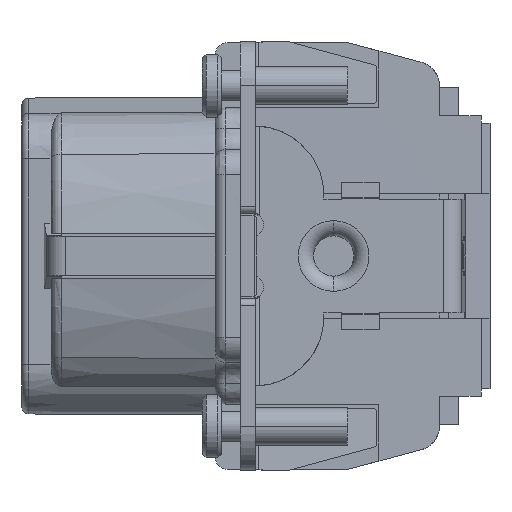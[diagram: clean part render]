
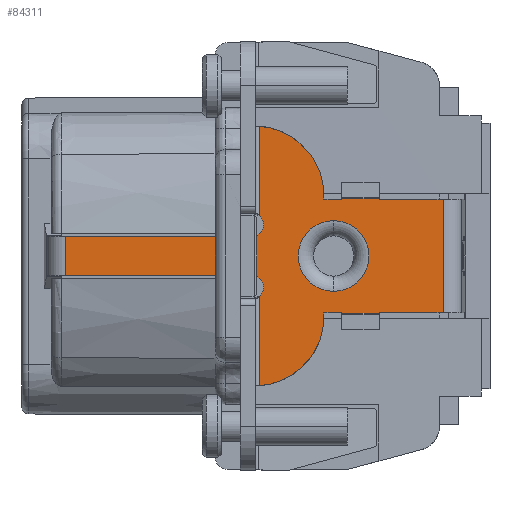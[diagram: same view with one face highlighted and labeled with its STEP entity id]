
A CAD part, left-side view. The second image highlights one B-rep face of the part: STEP entity #84311.
In plain terms, the highlighted planar face has unit normal (-1, 0, 0).
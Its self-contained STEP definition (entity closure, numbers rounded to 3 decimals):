
#28313=DIRECTION('',(0.,0.,-1.));
#28314=VECTOR('',#28313,7.085);
#28315=CARTESIAN_POINT('',(-33.15,15.8,-3.203));
#28316=LINE('',#28315,#28314);
#28391=DIRECTION('',(0.,-1.,0.));
#28392=VECTOR('',#28391,14.788);
#28393=CARTESIAN_POINT('',(-33.15,31.16,1.55));
#28394=LINE('',#28393,#28392);
#28395=CARTESIAN_POINT('',(-33.15,16.371,2.475));
#28396=DIRECTION('',(-1.,0.,0.));
#28397=DIRECTION('',(0.,0.,-1.));
#28398=AXIS2_PLACEMENT_3D('',#28395,#28396,#28397);
#28400=CARTESIAN_POINT('',(-33.15,16.171,4.8));
#28401=DIRECTION('',(1.,0.,0.));
#28402=DIRECTION('',(0.,-0.067,0.998));
#28403=AXIS2_PLACEMENT_3D('',#28400,#28401,#28402);
#28405=DIRECTION('',(0.,0.,-1.));
#28406=VECTOR('',#28405,0.3);
#28407=CARTESIAN_POINT('',(-33.15,10.671,4.8));
#28408=LINE('',#28407,#28406);
#28409=DIRECTION('',(0.,-1.,0.));
#28410=VECTOR('',#28409,1.4);
#28411=CARTESIAN_POINT('',(-33.15,10.671,4.5));
#28412=LINE('',#28411,#28410);
#28413=DIRECTION('',(0.,0.,1.));
#28414=VECTOR('',#28413,0.05);
#28415=CARTESIAN_POINT('',(-33.15,9.271,4.5));
#28416=LINE('',#28415,#28414);
#28417=DIRECTION('',(0.,0.,-1.));
#28418=VECTOR('',#28417,0.05);
#28419=CARTESIAN_POINT('',(-33.15,6.271,4.55));
#28420=LINE('',#28419,#28418);
#28421=DIRECTION('',(0.,-1.,0.));
#28422=VECTOR('',#28421,5.05);
#28423=CARTESIAN_POINT('',(-33.15,6.271,4.5));
#28424=LINE('',#28423,#28422);
#28425=DIRECTION('',(0.,1.,0.));
#28426=VECTOR('',#28425,5.05);
#28427=CARTESIAN_POINT('',(-33.15,1.221,-4.5));
#28428=LINE('',#28427,#28426);
#28429=DIRECTION('',(0.,0.,-1.));
#28430=VECTOR('',#28429,0.05);
#28431=CARTESIAN_POINT('',(-33.15,6.271,-4.5));
#28432=LINE('',#28431,#28430);
#28433=DIRECTION('',(0.,0.,1.));
#28434=VECTOR('',#28433,0.05);
#28435=CARTESIAN_POINT('',(-33.15,9.271,-4.55));
#28436=LINE('',#28435,#28434);
#28437=DIRECTION('',(0.,1.,0.));
#28438=VECTOR('',#28437,1.4);
#28439=CARTESIAN_POINT('',(-33.15,9.271,-4.5));
#28440=LINE('',#28439,#28438);
#28441=DIRECTION('',(0.,0.,-1.));
#28442=VECTOR('',#28441,0.3);
#28443=CARTESIAN_POINT('',(-33.15,10.671,-4.5));
#28444=LINE('',#28443,#28442);
#28445=CARTESIAN_POINT('',(-33.15,16.171,-4.8));
#28446=DIRECTION('',(1.,0.,0.));
#28447=DIRECTION('',(0.,-1.,0.));
#28448=AXIS2_PLACEMENT_3D('',#28445,#28446,#28447);
#28450=CARTESIAN_POINT('',(-33.15,16.371,-2.475));
#28451=DIRECTION('',(-1.,0.,0.));
#28452=DIRECTION('',(0.,-0.618,-0.787));
#28453=AXIS2_PLACEMENT_3D('',#28450,#28451,#28452);
#28455=DIRECTION('',(0.,1.,0.));
#28456=VECTOR('',#28455,14.788);
#28457=CARTESIAN_POINT('',(-33.15,16.371,-1.55));
#28458=LINE('',#28457,#28456);
#28459=CARTESIAN_POINT('',(-33.15,9.9,0.));
#28460=DIRECTION('',(-1.,0.,0.));
#28461=DIRECTION('',(0.,0.,1.));
#28462=AXIS2_PLACEMENT_3D('',#28459,#28460,#28461);
#28464=CARTESIAN_POINT('',(-33.15,9.9,0.));
#28465=DIRECTION('',(-1.,0.,0.));
#28466=DIRECTION('',(0.,0.,-1.));
#28467=AXIS2_PLACEMENT_3D('',#28464,#28465,#28466);
#28480=DIRECTION('',(0.,0.,-1.));
#28481=VECTOR('',#28480,3.1);
#28482=CARTESIAN_POINT('',(-33.15,31.16,1.55));
#28483=LINE('',#28482,#28481);
#28862=DIRECTION('',(0.,0.,-1.));
#28863=VECTOR('',#28862,7.085);
#28864=CARTESIAN_POINT('',(-33.15,15.8,10.287));
#28865=LINE('',#28864,#28863);
#29853=DIRECTION('',(0.,-1.,0.));
#29854=VECTOR('',#29853,3.);
#29855=CARTESIAN_POINT('',(-33.15,9.271,-4.55));
#29856=LINE('',#29855,#29854);
#29881=DIRECTION('',(0.,0.,1.));
#29882=VECTOR('',#29881,9.);
#29883=CARTESIAN_POINT('',(-33.15,1.221,-4.5));
#29884=LINE('',#29883,#29882);
#30203=DIRECTION('',(0.,1.,0.));
#30204=VECTOR('',#30203,3.);
#30205=CARTESIAN_POINT('',(-33.15,6.271,4.55));
#30206=LINE('',#30205,#30204);
#42003=CARTESIAN_POINT('',(-33.15,6.271,-4.55));
#42004=VERTEX_POINT('',#42003);
#42007=CARTESIAN_POINT('',(-33.15,9.271,-4.55));
#42008=VERTEX_POINT('',#42007);
#42042=CARTESIAN_POINT('',(-33.15,31.16,1.55));
#42043=VERTEX_POINT('',#42042);
#42044=CARTESIAN_POINT('',(-33.15,16.371,1.55));
#42045=VERTEX_POINT('',#42044);
#42046=CARTESIAN_POINT('',(-33.15,15.8,3.203));
#42047=VERTEX_POINT('',#42046);
#42058=CARTESIAN_POINT('',(-33.15,15.8,10.287));
#42059=VERTEX_POINT('',#42058);
#42060=CARTESIAN_POINT('',(-33.15,10.671,4.8));
#42061=VERTEX_POINT('',#42060);
#42062=CARTESIAN_POINT('',(-33.15,10.671,4.5));
#42063=VERTEX_POINT('',#42062);
#42064=CARTESIAN_POINT('',(-33.15,9.271,4.5));
#42065=VERTEX_POINT('',#42064);
#42066=CARTESIAN_POINT('',(-33.15,9.271,4.55));
#42067=VERTEX_POINT('',#42066);
#42080=CARTESIAN_POINT('',(-33.15,6.271,4.55));
#42082=VERTEX_POINT('',#42080);
#42086=CARTESIAN_POINT('',(-33.15,31.16,-1.55));
#42087=VERTEX_POINT('',#42086);
#42088=CARTESIAN_POINT('',(-33.15,6.271,4.5));
#42089=VERTEX_POINT('',#42088);
#42090=CARTESIAN_POINT('',(-33.15,1.221,4.5));
#42091=VERTEX_POINT('',#42090);
#42092=CARTESIAN_POINT('',(-33.15,1.221,-4.5));
#42093=VERTEX_POINT('',#42092);
#42094=CARTESIAN_POINT('',(-33.15,6.271,-4.5));
#42095=VERTEX_POINT('',#42094);
#42096=CARTESIAN_POINT('',(-33.15,9.271,-4.5));
#42097=VERTEX_POINT('',#42096);
#42098=CARTESIAN_POINT('',(-33.15,10.671,-4.5));
#42099=VERTEX_POINT('',#42098);
#42100=CARTESIAN_POINT('',(-33.15,10.671,-4.8));
#42101=VERTEX_POINT('',#42100);
#42102=CARTESIAN_POINT('',(-33.15,15.8,-10.287));
#42103=VERTEX_POINT('',#42102);
#42104=CARTESIAN_POINT('',(-33.15,15.8,-3.203));
#42105=VERTEX_POINT('',#42104);
#42106=CARTESIAN_POINT('',(-33.15,16.371,-1.55));
#42107=VERTEX_POINT('',#42106);
#42108=CARTESIAN_POINT('',(-33.15,9.9,2.8));
#42109=CARTESIAN_POINT('',(-33.15,9.9,-2.8));
#42110=VERTEX_POINT('',#42108);
#42111=VERTEX_POINT('',#42109);
#84258=CARTESIAN_POINT('',(-33.15,22.171,0.));
#84259=DIRECTION('',(-1.,0.,0.));
#84260=DIRECTION('',(0.,0.,-1.));
#84261=AXIS2_PLACEMENT_3D('',#84258,#84259,#84260);
#84262=PLANE('',#84261);
#84264=ORIENTED_EDGE('',*,*,#84263,.F.);
#84265=ORIENTED_EDGE('',*,*,#83973,.T.);
#84266=ORIENTED_EDGE('',*,*,#83993,.T.);
#84268=ORIENTED_EDGE('',*,*,#84267,.F.);
#84270=ORIENTED_EDGE('',*,*,#84269,.T.);
#84272=ORIENTED_EDGE('',*,*,#84271,.T.);
#84274=ORIENTED_EDGE('',*,*,#84273,.T.);
#84276=ORIENTED_EDGE('',*,*,#84275,.T.);
#84278=ORIENTED_EDGE('',*,*,#84277,.F.);
#84280=ORIENTED_EDGE('',*,*,#84279,.T.);
#84282=ORIENTED_EDGE('',*,*,#84281,.T.);
#84284=ORIENTED_EDGE('',*,*,#84283,.F.);
#84286=ORIENTED_EDGE('',*,*,#84285,.T.);
#84288=ORIENTED_EDGE('',*,*,#84287,.T.);
#84290=ORIENTED_EDGE('',*,*,#84289,.F.);
#84292=ORIENTED_EDGE('',*,*,#84291,.T.);
#84294=ORIENTED_EDGE('',*,*,#84293,.T.);
#84296=ORIENTED_EDGE('',*,*,#84295,.T.);
#84297=ORIENTED_EDGE('',*,*,#84251,.T.);
#84298=ORIENTED_EDGE('',*,*,#84151,.F.);
#84300=ORIENTED_EDGE('',*,*,#84299,.T.);
#84302=ORIENTED_EDGE('',*,*,#84301,.T.);
#84303=EDGE_LOOP('',(#84264,#84265,#84266,#84268,#84270,#84272,#84274,#84276,
#84278,#84280,#84282,#84284,#84286,#84288,#84290,#84292,#84294,#84296,#84297,
#84298,#84300,#84302));
#84304=FACE_OUTER_BOUND('',#84303,.F.);
#84306=ORIENTED_EDGE('',*,*,#84305,.T.);
#84308=ORIENTED_EDGE('',*,*,#84307,.T.);
#84309=EDGE_LOOP('',(#84306,#84308));
#84310=FACE_BOUND('',#84309,.F.);
#84311=ADVANCED_FACE('',(#84304,#84310),#84262,.T.);
#28399=CIRCLE('',#28398,0.925);
#28404=CIRCLE('',#28403,5.5);
#28449=CIRCLE('',#28448,5.5);
#28454=CIRCLE('',#28453,0.925);
#28463=CIRCLE('',#28462,2.8);
#28468=CIRCLE('',#28467,2.8);
#83973=EDGE_CURVE('',#42043,#42045,#28394,.T.);
#83993=EDGE_CURVE('',#42045,#42047,#28399,.T.);
#84151=EDGE_CURVE('',#42105,#42103,#28316,.T.);
#84251=EDGE_CURVE('',#42101,#42103,#28449,.T.);
#84263=EDGE_CURVE('',#42043,#42087,#28483,.T.);
#84267=EDGE_CURVE('',#42059,#42047,#28865,.T.);
#84269=EDGE_CURVE('',#42059,#42061,#28404,.T.);
#84271=EDGE_CURVE('',#42061,#42063,#28408,.T.);
#84273=EDGE_CURVE('',#42063,#42065,#28412,.T.);
#84275=EDGE_CURVE('',#42065,#42067,#28416,.T.);
#84277=EDGE_CURVE('',#42082,#42067,#30206,.T.);
#84279=EDGE_CURVE('',#42082,#42089,#28420,.T.);
#84281=EDGE_CURVE('',#42089,#42091,#28424,.T.);
#84283=EDGE_CURVE('',#42093,#42091,#29884,.T.);
#84285=EDGE_CURVE('',#42093,#42095,#28428,.T.);
#84287=EDGE_CURVE('',#42095,#42004,#28432,.T.);
#84289=EDGE_CURVE('',#42008,#42004,#29856,.T.);
#84291=EDGE_CURVE('',#42008,#42097,#28436,.T.);
#84293=EDGE_CURVE('',#42097,#42099,#28440,.T.);
#84295=EDGE_CURVE('',#42099,#42101,#28444,.T.);
#84299=EDGE_CURVE('',#42105,#42107,#28454,.T.);
#84301=EDGE_CURVE('',#42107,#42087,#28458,.T.);
#84305=EDGE_CURVE('',#42110,#42111,#28463,.T.);
#84307=EDGE_CURVE('',#42111,#42110,#28468,.T.);
